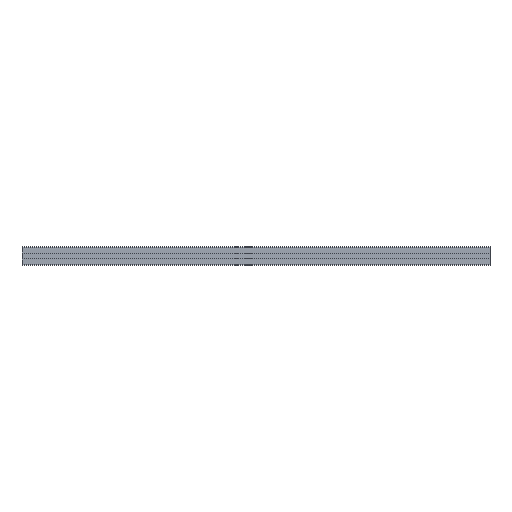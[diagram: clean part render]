
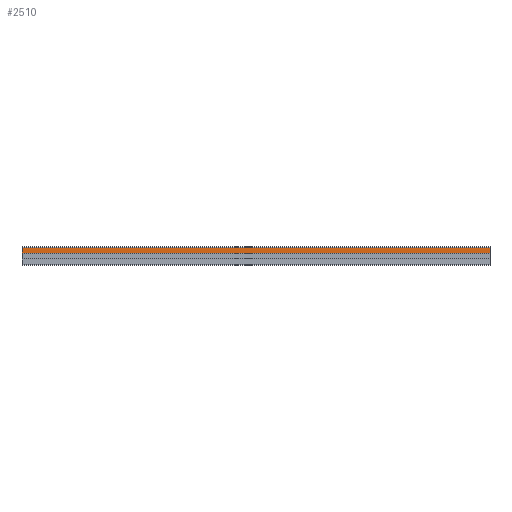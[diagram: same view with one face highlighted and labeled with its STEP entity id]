
A CAD part, left-side view. The second image highlights one B-rep face of the part: STEP entity #2510.
In plain terms, the highlighted planar face has unit normal (-1, 0, 0).
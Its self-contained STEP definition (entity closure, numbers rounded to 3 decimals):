
#57 = VECTOR ( 'NONE', #2534, 1000. ) ;
#64 = VECTOR ( 'NONE', #553, 1000. ) ;
#65 = CARTESIAN_POINT ( 'NONE',  ( -10., 0., 9. ) ) ;
#151 = DIRECTION ( 'NONE',  ( 0., 1., 0. ) ) ;
#310 = ORIENTED_EDGE ( 'NONE', *, *, #2413, .F. ) ;
#331 = CARTESIAN_POINT ( 'NONE',  ( -10., 500., 3.2 ) ) ;
#339 = DIRECTION ( 'NONE',  ( 0., 0., 1. ) ) ;
#371 = VERTEX_POINT ( 'NONE', #1020 ) ;
#553 = DIRECTION ( 'NONE',  ( 0., 1., 0. ) ) ;
#611 = VECTOR ( 'NONE', #151, 1000. ) ;
#787 = DIRECTION ( 'NONE',  ( 0., 0., -1. ) ) ;
#951 = CARTESIAN_POINT ( 'NONE',  ( -10., 0., 3.2 ) ) ;
#978 = VERTEX_POINT ( 'NONE', #331 ) ;
#1020 = CARTESIAN_POINT ( 'NONE',  ( -10., 0., 3.2 ) ) ;
#1131 = LINE ( 'NONE', #1941, #611 ) ;
#1299 = CARTESIAN_POINT ( 'NONE',  ( -10., 500., 9. ) ) ;
#1317 = DIRECTION ( 'NONE',  ( -1., 0., 0. ) ) ;
#1332 = CARTESIAN_POINT ( 'NONE',  ( -10., 0., 9. ) ) ;
#1458 = EDGE_CURVE ( 'NONE', #978, #2051, #2173, .T. ) ;
#1674 = EDGE_LOOP ( 'NONE', ( #1907, #1757, #2291, #310 ) ) ;
#1757 = ORIENTED_EDGE ( 'NONE', *, *, #2440, .T. ) ;
#1907 = ORIENTED_EDGE ( 'NONE', *, *, #1950, .F. ) ;
#1930 = CARTESIAN_POINT ( 'NONE',  ( -10., 0., 9. ) ) ;
#1941 = CARTESIAN_POINT ( 'NONE',  ( -10., 0., 3.2 ) ) ;
#1950 = EDGE_CURVE ( 'NONE', #2149, #371, #1981, .T. ) ;
#1981 = LINE ( 'NONE', #1332, #2374 ) ;
#2005 = AXIS2_PLACEMENT_3D ( 'NONE', #951, #1317, #339 ) ;
#2051 = VERTEX_POINT ( 'NONE', #1299 ) ;
#2128 = FACE_OUTER_BOUND ( 'NONE', #1674, .T. ) ;
#2149 = VERTEX_POINT ( 'NONE', #65 ) ;
#2173 = LINE ( 'NONE', #2560, #57 ) ;
#2291 = ORIENTED_EDGE ( 'NONE', *, *, #1458, .F. ) ;
#2374 = VECTOR ( 'NONE', #787, 1000. ) ;
#2375 = PLANE ( 'NONE',  #2005 ) ;
#2413 = EDGE_CURVE ( 'NONE', #371, #978, #1131, .T. ) ;
#2440 = EDGE_CURVE ( 'NONE', #2149, #2051, #2517, .T. ) ;
#2510 = ADVANCED_FACE ( 'NONE', ( #2128 ), #2375, .T. ) ;
#2517 = LINE ( 'NONE', #1930, #64 ) ;
#2534 = DIRECTION ( 'NONE',  ( 0., 0., 1. ) ) ;
#2560 = CARTESIAN_POINT ( 'NONE',  ( -10., 500., 3.2 ) ) ;
